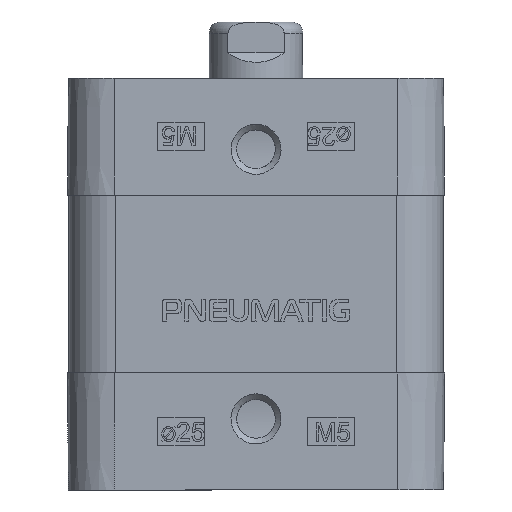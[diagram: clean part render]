
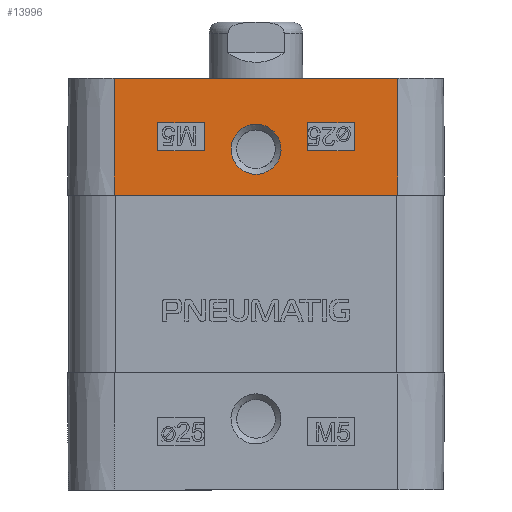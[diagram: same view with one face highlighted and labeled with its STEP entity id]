
A CAD part, left-side view. The second image highlights one B-rep face of the part: STEP entity #13996.
In plain terms, the highlighted face is planar.
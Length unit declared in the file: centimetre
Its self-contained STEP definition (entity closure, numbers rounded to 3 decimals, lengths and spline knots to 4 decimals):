
#880=LINE($,#21879,#2131);
#883=LINE($,#21885,#2134);
#886=LINE($,#21891,#2137);
#889=LINE($,#21895,#2140);
#891=LINE($,#21901,#2142);
#893=LINE($,#21905,#2144);
#895=LINE($,#21909,#2146);
#897=LINE($,#21912,#2148);
#899=LINE($,#22026,#2150);
#900=LINE($,#22028,#2151);
#901=LINE($,#22030,#2152);
#902=LINE($,#22031,#2153);
#2131=VECTOR($,#17062,0.3);
#2134=VECTOR($,#17067,0.5);
#2137=VECTOR($,#17072,0.3);
#2140=VECTOR($,#17077,0.5);
#2142=VECTOR($,#17083,0.3);
#2144=VECTOR($,#17087,0.5);
#2146=VECTOR($,#17091,0.3);
#2148=VECTOR($,#17095,0.5);
#2150=VECTOR($,#17103,3.03);
#2151=VECTOR($,#17104,1.25);
#2152=VECTOR($,#17105,3.03);
#2153=VECTOR($,#17106,1.25);
#2930=B_SPLINE_CURVE_WITH_KNOTS($,3,(#21979,#21980,#21981,#21982,#21983,
#21984,#21985,#21986,#21987,#21988,#21989,#21990,#21991,#21992,#21993,#21994,
#21995,#21996,#21997,#21998,#21999,#22000,#22001,#22002,#22003,#22004,#22005,
#22006,#22007,#22008,#22009,#22010,#22011,#22012,#22013,#22014,#22015,#22016,
#22017,#22018,#22019,#22020,#22021),.UNSPECIFIED.,.T.,.F.,(4,3,3,3,3,3,
3,3,3,3,3,3,3,3,4),(0.,0.1199,0.2753,0.427,
0.6322,0.7375,0.9143,0.9846,
1.124,1.3055,1.5099,1.6035,1.7686,
1.8422,1.9622),.UNSPECIFIED.);
#3596=PLANE($,#14934);
#3865=FACE_BOUND($,#5269,.T.);
#3866=FACE_BOUND($,#5270,.T.);
#3867=FACE_BOUND($,#5271,.T.);
#4359=FACE_OUTER_BOUND($,#5268,.T.);
#5268=EDGE_LOOP($,(#11577,#11578,#11579,#11580));
#5269=EDGE_LOOP($,(#11581,#11582,#11583,#11584));
#5270=EDGE_LOOP($,(#11585,#11586,#11587,#11588));
#5271=EDGE_LOOP($,(#11589));
#6747=VERTEX_POINT($,#21876);
#6748=VERTEX_POINT($,#21878);
#6750=VERTEX_POINT($,#21884);
#6752=VERTEX_POINT($,#21890);
#6753=VERTEX_POINT($,#21898);
#6754=VERTEX_POINT($,#21900);
#6755=VERTEX_POINT($,#21904);
#6756=VERTEX_POINT($,#21908);
#6757=VERTEX_POINT($,#21954);
#6759=VERTEX_POINT($,#22024);
#6760=VERTEX_POINT($,#22025);
#6761=VERTEX_POINT($,#22027);
#6762=VERTEX_POINT($,#22029);
#8465=EDGE_CURVE($,#6748,#6747,#880,.T.);
#8468=EDGE_CURVE($,#6750,#6748,#883,.T.);
#8471=EDGE_CURVE($,#6752,#6750,#886,.T.);
#8474=EDGE_CURVE($,#6747,#6752,#889,.T.);
#8476=EDGE_CURVE($,#6754,#6753,#891,.T.);
#8478=EDGE_CURVE($,#6755,#6754,#893,.T.);
#8480=EDGE_CURVE($,#6756,#6755,#895,.T.);
#8482=EDGE_CURVE($,#6753,#6756,#897,.T.);
#8485=EDGE_CURVE($,#6757,#6757,#2930,.T.);
#8486=EDGE_CURVE($,#6759,#6760,#899,.T.);
#8487=EDGE_CURVE($,#6761,#6760,#900,.T.);
#8488=EDGE_CURVE($,#6761,#6762,#901,.T.);
#8489=EDGE_CURVE($,#6762,#6759,#902,.T.);
#11577=ORIENTED_EDGE($,*,*,#8486,.T.);
#11578=ORIENTED_EDGE($,*,*,#8487,.F.);
#11579=ORIENTED_EDGE($,*,*,#8488,.T.);
#11580=ORIENTED_EDGE($,*,*,#8489,.T.);
#11581=ORIENTED_EDGE($,*,*,#8465,.T.);
#11582=ORIENTED_EDGE($,*,*,#8474,.T.);
#11583=ORIENTED_EDGE($,*,*,#8471,.T.);
#11584=ORIENTED_EDGE($,*,*,#8468,.T.);
#11585=ORIENTED_EDGE($,*,*,#8476,.T.);
#11586=ORIENTED_EDGE($,*,*,#8482,.T.);
#11587=ORIENTED_EDGE($,*,*,#8480,.T.);
#11588=ORIENTED_EDGE($,*,*,#8478,.T.);
#11589=ORIENTED_EDGE($,*,*,#8485,.F.);
#13996=ADVANCED_FACE($,(#4359,#3865,#3866,#3867),#3596,.T.);
#14934=AXIS2_PLACEMENT_3D($,#22023,#17101,#17102);
#17062=DIRECTION($,(-0.009,0.,-1.));
#17067=DIRECTION($,(0.,-1.,0.));
#17072=DIRECTION($,(0.009,0.,1.));
#17077=DIRECTION($,(0.,1.,0.));
#17083=DIRECTION($,(-0.009,0.,-1.));
#17087=DIRECTION($,(0.,-1.,0.));
#17091=DIRECTION($,(0.009,0.,1.));
#17095=DIRECTION($,(0.,1.,0.));
#17101=DIRECTION('center_axis',(-1.,0.,0.009));
#17102=DIRECTION('ref_axis',(0.009,0.,1.));
#17103=DIRECTION($,(0.,1.,0.));
#17104=DIRECTION($,(0.009,0.,1.));
#17105=DIRECTION($,(0.,-1.,0.));
#17106=DIRECTION($,(0.009,0.,1.));
#21876=CARTESIAN_POINT('',(-2.0109,0.55,3.625));
#21878=CARTESIAN_POINT('',(-2.0082,0.55,3.925));
#21879=CARTESIAN_POINT($,(-2.0082,0.55,3.925));
#21884=CARTESIAN_POINT('',(-2.0082,1.05,3.925));
#21885=CARTESIAN_POINT($,(-2.0082,1.05,3.925));
#21890=CARTESIAN_POINT('',(-2.0109,1.05,3.625));
#21891=CARTESIAN_POINT($,(-2.0109,1.05,3.625));
#21895=CARTESIAN_POINT($,(-2.0109,0.55,3.625));
#21898=CARTESIAN_POINT('',(-2.0109,-1.05,3.625));
#21900=CARTESIAN_POINT('',(-2.0082,-1.05,3.925));
#21901=CARTESIAN_POINT($,(-2.0082,-1.05,3.925));
#21904=CARTESIAN_POINT('',(-2.0082,-0.55,3.925));
#21905=CARTESIAN_POINT($,(-2.0082,-0.55,3.925));
#21908=CARTESIAN_POINT('',(-2.0109,-0.55,3.625));
#21909=CARTESIAN_POINT($,(-2.0109,-0.55,3.625));
#21912=CARTESIAN_POINT($,(-2.0109,-1.05,3.625));
#21954=CARTESIAN_POINT('',(-2.0131,0.0001,3.3731));
#21979=CARTESIAN_POINT('Ctrl Pts',(-2.0084,0.0002,
3.9075));
#21980=CARTESIAN_POINT('Ctrl Pts',(-2.0084,0.0402,
3.9076));
#21981=CARTESIAN_POINT('Ctrl Pts',(-2.0085,0.0812,
3.8985));
#21982=CARTESIAN_POINT('Ctrl Pts',(-2.0086,0.1161,
3.8817));
#21983=CARTESIAN_POINT('Ctrl Pts',(-2.0088,0.1614,
3.8599));
#21984=CARTESIAN_POINT('Ctrl Pts',(-2.009,0.1897,
3.8323));
#21985=CARTESIAN_POINT('Ctrl Pts',(-2.0093,0.213,
3.8014));
#21986=CARTESIAN_POINT('Ctrl Pts',(-2.0096,0.2357,3.7712));
#21987=CARTESIAN_POINT('Ctrl Pts',(-2.0099,0.2523,
3.7362));
#21988=CARTESIAN_POINT('Ctrl Pts',(-2.0102,0.2606,
3.7001));
#21989=CARTESIAN_POINT('Ctrl Pts',(-2.0106,0.2718,
3.6511));
#21990=CARTESIAN_POINT('Ctrl Pts',(-2.0111,0.2683,
3.5979));
#21991=CARTESIAN_POINT('Ctrl Pts',(-2.0115,0.2512,
3.5497));
#21992=CARTESIAN_POINT('Ctrl Pts',(-2.0117,0.2425,
3.5249));
#21993=CARTESIAN_POINT('Ctrl Pts',(-2.012,0.2296,
3.4992));
#21994=CARTESIAN_POINT('Ctrl Pts',(-2.0122,0.2094,3.4738));
#21995=CARTESIAN_POINT('Ctrl Pts',(-2.0125,0.1755,
3.4312));
#21996=CARTESIAN_POINT('Ctrl Pts',(-2.0128,0.1233,
3.397));
#21997=CARTESIAN_POINT('Ctrl Pts',(-2.013,0.0678,
3.3822));
#21998=CARTESIAN_POINT('Ctrl Pts',(-2.013,0.0457,
3.3762));
#21999=CARTESIAN_POINT('Ctrl Pts',(-2.0131,0.0224,
3.3731));
#22000=CARTESIAN_POINT('Ctrl Pts',(-2.0131,0.0001,
3.3731));
#22001=CARTESIAN_POINT('Ctrl Pts',(-2.0131,-0.044,
3.3731));
#22002=CARTESIAN_POINT('Ctrl Pts',(-2.013,-0.0779,
3.3832));
#22003=CARTESIAN_POINT('Ctrl Pts',(-2.0128,-0.1079,
3.3965));
#22004=CARTESIAN_POINT('Ctrl Pts',(-2.0127,-0.1469,
3.4138));
#22005=CARTESIAN_POINT('Ctrl Pts',(-2.0125,-0.1817,
3.4395));
#22006=CARTESIAN_POINT('Ctrl Pts',(-2.0122,-0.2091,
3.4738));
#22007=CARTESIAN_POINT('Ctrl Pts',(-2.0118,-0.24,
3.5125));
#22008=CARTESIAN_POINT('Ctrl Pts',(-2.0114,-0.2619,
3.566));
#22009=CARTESIAN_POINT('Ctrl Pts',(-2.0109,-0.2665,
3.6198));
#22010=CARTESIAN_POINT('Ctrl Pts',(-2.0107,-0.2686,
3.6444));
#22011=CARTESIAN_POINT('Ctrl Pts',(-2.0105,-0.2677,
3.6712));
#22012=CARTESIAN_POINT('Ctrl Pts',(-2.0102,-0.2611,
3.7001));
#22013=CARTESIAN_POINT('Ctrl Pts',(-2.0098,-0.2494,
3.751));
#22014=CARTESIAN_POINT('Ctrl Pts',(-2.0093,-0.2188,
3.8029));
#22015=CARTESIAN_POINT('Ctrl Pts',(-2.009,-0.1775,3.84));
#22016=CARTESIAN_POINT('Ctrl Pts',(-2.0088,-0.159,
3.8565));
#22017=CARTESIAN_POINT('Ctrl Pts',(-2.0087,-0.1383,
3.8706));
#22018=CARTESIAN_POINT('Ctrl Pts',(-2.0086,-0.116,
3.8813));
#22019=CARTESIAN_POINT('Ctrl Pts',(-2.0085,-0.0797,
3.8988));
#22020=CARTESIAN_POINT('Ctrl Pts',(-2.0084,-0.0398,
3.9074));
#22021=CARTESIAN_POINT('Ctrl Pts',(-2.0084,0.0002,
3.9075));
#22023=CARTESIAN_POINT('Origin',(-2.015,-1.515,3.15));
#22024=CARTESIAN_POINT('',(-2.0041,-1.515,4.4));
#22025=CARTESIAN_POINT('',(-2.0041,1.515,4.4));
#22026=CARTESIAN_POINT($,(-2.0041,-1.515,4.4));
#22027=CARTESIAN_POINT('',(-2.015,1.515,3.15));
#22028=CARTESIAN_POINT($,(-2.015,1.515,3.15));
#22029=CARTESIAN_POINT('',(-2.015,-1.515,3.15));
#22030=CARTESIAN_POINT($,(-2.015,1.515,3.15));
#22031=CARTESIAN_POINT($,(-2.015,-1.515,3.15));
